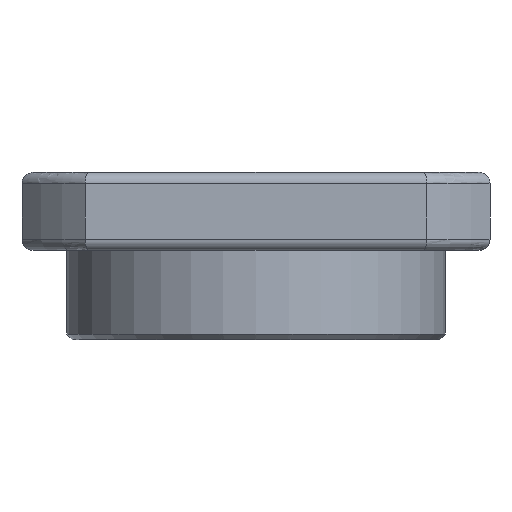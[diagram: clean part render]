
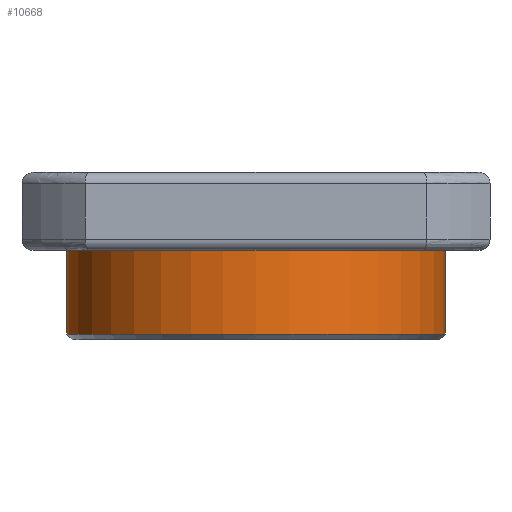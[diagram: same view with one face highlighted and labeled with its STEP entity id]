
A CAD part, front view. The second image highlights one B-rep face of the part: STEP entity #10668.
In plain terms, the highlighted cylindrical face has radius 17 mm (diameter 34 mm), a partial arc.
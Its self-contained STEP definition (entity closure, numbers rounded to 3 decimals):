
#185 = EDGE_LOOP ( 'NONE', ( #7623, #202, #11138, #2704 ) ) ;
#202 = ORIENTED_EDGE ( 'NONE', *, *, #4649, .T. ) ;
#528 = EDGE_CURVE ( 'NONE', #2018, #7842, #2744, .T. ) ;
#754 = DIRECTION ( 'NONE',  ( 0., 0., -1. ) ) ;
#1197 = DIRECTION ( 'NONE',  ( 0., 0., -1. ) ) ;
#1282 = CIRCLE ( 'NONE', #8944, 17. ) ;
#2018 = VERTEX_POINT ( 'NONE', #2297 ) ;
#2297 = CARTESIAN_POINT ( 'NONE',  ( -17., 0., -7. ) ) ;
#2704 = ORIENTED_EDGE ( 'NONE', *, *, #7126, .T. ) ;
#2744 = LINE ( 'NONE', #6082, #4931 ) ;
#2901 = FACE_OUTER_BOUND ( 'NONE', #185, .T. ) ;
#3171 = DIRECTION ( 'NONE',  ( 0., 0., 1. ) ) ;
#3334 = DIRECTION ( 'NONE',  ( 0., 0., -1. ) ) ;
#3467 = AXIS2_PLACEMENT_3D ( 'NONE', #8715, #3171, #9666 ) ;
#3601 = CARTESIAN_POINT ( 'NONE',  ( 17., 0., -14.5 ) ) ;
#4326 = VECTOR ( 'NONE', #9953, 1000. ) ;
#4649 = EDGE_CURVE ( 'NONE', #10693, #2018, #1282, .T. ) ;
#4931 = VECTOR ( 'NONE', #3334, 1000. ) ;
#4970 = CARTESIAN_POINT ( 'NONE',  ( -17., 0., -14.5 ) ) ;
#5070 = CYLINDRICAL_SURFACE ( 'NONE', #11094, 17. ) ;
#5160 = CIRCLE ( 'NONE', #3467, 17. ) ;
#5371 = VERTEX_POINT ( 'NONE', #3601 ) ;
#6082 = CARTESIAN_POINT ( 'NONE',  ( -17., 0., -34.404 ) ) ;
#6467 = DIRECTION ( 'NONE',  ( -1., 0., 0. ) ) ;
#6806 = CARTESIAN_POINT ( 'NONE',  ( 0., 0., -7. ) ) ;
#7126 = EDGE_CURVE ( 'NONE', #7842, #5371, #5160, .T. ) ;
#7254 = EDGE_CURVE ( 'NONE', #10693, #5371, #10840, .T. ) ;
#7623 = ORIENTED_EDGE ( 'NONE', *, *, #7254, .F. ) ;
#7730 = DIRECTION ( 'NONE',  ( -1., 0., 0. ) ) ;
#7842 = VERTEX_POINT ( 'NONE', #4970 ) ;
#8715 = CARTESIAN_POINT ( 'NONE',  ( 0., 0., -14.5 ) ) ;
#8944 = AXIS2_PLACEMENT_3D ( 'NONE', #6806, #1197, #7730 ) ;
#8998 = CARTESIAN_POINT ( 'NONE',  ( 17., 0., -34.404 ) ) ;
#9666 = DIRECTION ( 'NONE',  ( -1., 0., 0. ) ) ;
#9953 = DIRECTION ( 'NONE',  ( 0., 0., -1. ) ) ;
#10159 = CARTESIAN_POINT ( 'NONE',  ( 0., 0., -34.404 ) ) ;
#10668 = ADVANCED_FACE ( 'NONE', ( #2901 ), #5070, .T. ) ;
#10693 = VERTEX_POINT ( 'NONE', #11146 ) ;
#10840 = LINE ( 'NONE', #8998, #4326 ) ;
#11094 = AXIS2_PLACEMENT_3D ( 'NONE', #10159, #754, #6467 ) ;
#11138 = ORIENTED_EDGE ( 'NONE', *, *, #528, .T. ) ;
#11146 = CARTESIAN_POINT ( 'NONE',  ( 17., 0., -7. ) ) ;
